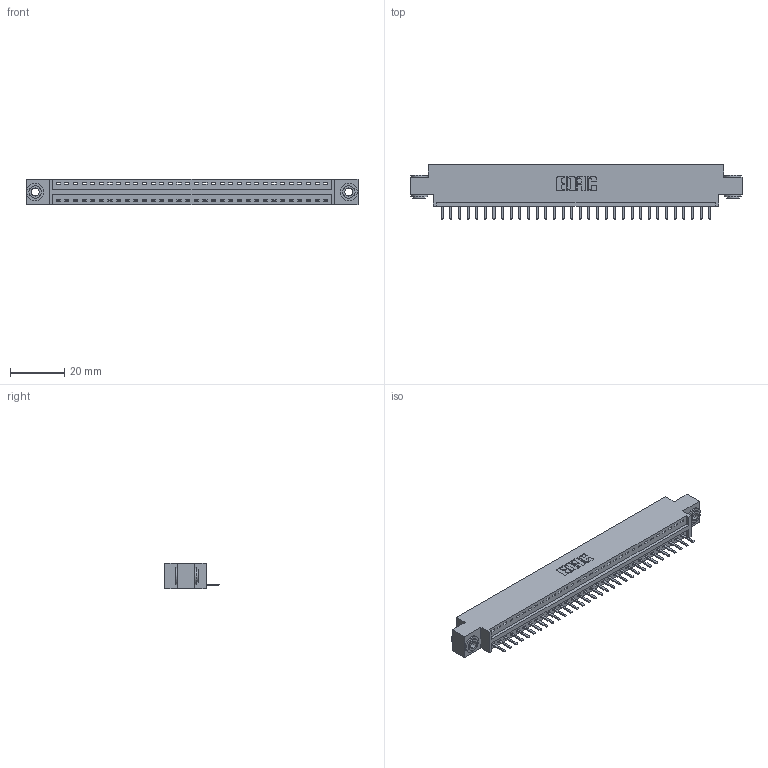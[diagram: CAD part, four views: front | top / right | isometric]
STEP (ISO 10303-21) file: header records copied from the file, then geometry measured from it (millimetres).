
FILE_DESCRIPTION (( 'STEP AP203' ), '1' );
FILE_NAME ('346-032-520-603.STEP', '2022-05-06T17:53:32', ( '' ), ( '' ), 'SwSTEP 2.0', 'SolidWorks 2020', '' );
FILE_SCHEMA (( 'CONFIG_CONTROL_DESIGN' ));
Length unit declared in the file: inch
Products named in the file (4): 345-250-002_345-250-002-102; 346-032-520-603; 345-292-001_345-293-120; 346 Part_0.170 Offset - 0.156 Dia-TH
Assembly tree (35 placements, depth 2):
  346-032-520-603
    346 Part_0.170 Offset - 0.156 Dia-TH
    345-292-001_345-293-120  x32
    345-250-002_345-250-002-102  x2
Bounding box: 122.17 x 20.02 x 9.4 mm (x, y, z)
Volume: 11380.5 mm3; surface area: 14220.8 mm2
Topology: 35 solids, 35 shells, 2162 faces, 6341 edges, 4138 vertices
Faces by surface type: plane 1448, cylinder 706, cone 8
Entity records: 22518 total; most frequent: CARTESIAN_POINT 3857, ORIENTED_EDGE 3802, DIRECTION 3431, EDGE_CURVE 1901, VECTOR 1613, LINE 1613, VERTEX_POINT 1262, AXIS2_PLACEMENT_3D 909
